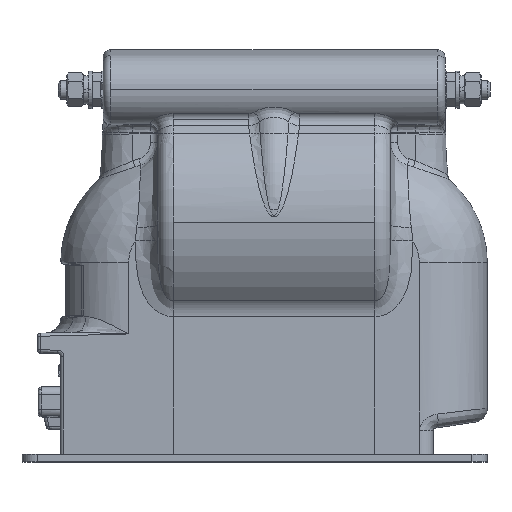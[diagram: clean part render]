
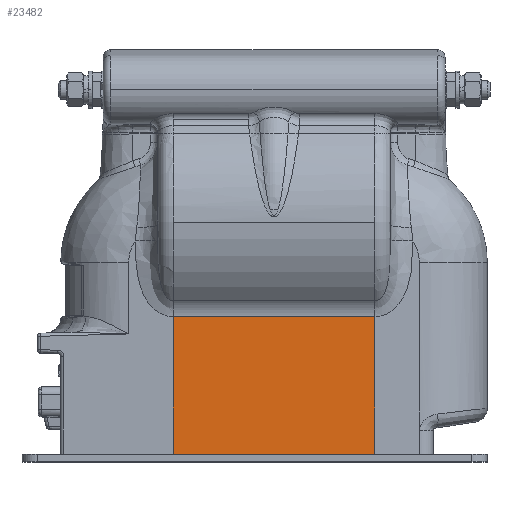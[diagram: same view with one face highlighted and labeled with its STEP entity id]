
A CAD part, top view. The second image highlights one B-rep face of the part: STEP entity #23482.
In plain terms, the highlighted planar face has unit normal (0, 0, 1).
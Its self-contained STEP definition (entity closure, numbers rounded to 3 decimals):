
#1456 = B_SPLINE_CURVE_WITH_KNOTS ( 'NONE', 3,
 ( #12290, #12292, #12272, #12296 ),
 .UNSPECIFIED., .F., .F.,
 ( 4, 4 ),
 ( 0., 0. ),
 .UNSPECIFIED. ) ;
#1757 = AXIS2_PLACEMENT_3D ( 'NONE', #10900, #10885, #10873 ) ;
#5759 = VERTEX_POINT ( 'NONE', #18069 ) ;
#5767 = VERTEX_POINT ( 'NONE', #18082 ) ;
#5854 = VERTEX_POINT ( 'NONE', #18167 ) ;
#5858 = VERTEX_POINT ( 'NONE', #18151 ) ;
#5859 = VERTEX_POINT ( 'NONE', #18133 ) ;
#7893 = ORIENTED_EDGE ( 'NONE', *, *, #20791, .F. ) ;
#7900 = ORIENTED_EDGE ( 'NONE', *, *, #21172, .T. ) ;
#7902 = ORIENTED_EDGE ( 'NONE', *, *, #20822, .T. ) ;
#7915 = ORIENTED_EDGE ( 'NONE', *, *, #21127, .T. ) ;
#7917 = ORIENTED_EDGE ( 'NONE', *, *, #20859, .F. ) ;
#9236 = EDGE_LOOP ( 'NONE', ( #7917, #7902, #7893, #7900, #7915 ) ) ;
#9629 = LINE ( 'NONE', #11861, #9639 ) ;
#9639 = VECTOR ( 'NONE', #11904, 1000. ) ;
#10657 = VECTOR ( 'NONE', #17294, 1000. ) ;
#10743 = LINE ( 'NONE', #17314, #10657 ) ;
#10808 = VECTOR ( 'NONE', #17400, 1000. ) ;
#10840 = PLANE ( 'NONE',  #1757 ) ;
#10871 = LINE ( 'NONE', #17354, #10808 ) ;
#10873 = DIRECTION ( 'NONE',  ( -1., 0., 0. ) ) ;
#10885 = DIRECTION ( 'NONE',  ( 0., 0., -1. ) ) ;
#10900 = CARTESIAN_POINT ( 'NONE',  ( -67.5, 123.725, 50. ) ) ;
#10901 = VECTOR ( 'NONE', #17462, 1000. ) ;
#10960 = LINE ( 'NONE', #17473, #10901 ) ;
#11861 = CARTESIAN_POINT ( 'NONE',  ( -65., 88.708, 50. ) ) ;
#11904 = DIRECTION ( 'NONE',  ( -1., 0., 0. ) ) ;
#12272 = CARTESIAN_POINT ( 'NONE',  ( 65., 88.707, 50. ) ) ;
#12290 = CARTESIAN_POINT ( 'NONE',  ( 65., 88.707, 50. ) ) ;
#12292 = CARTESIAN_POINT ( 'NONE',  ( 65., 88.707, 50. ) ) ;
#12296 = CARTESIAN_POINT ( 'NONE',  ( 65., 88.708, 50. ) ) ;
#17294 = DIRECTION ( 'NONE',  ( 0., -1., 0. ) ) ;
#17314 = CARTESIAN_POINT ( 'NONE',  ( 65., 0., 50. ) ) ;
#17354 = CARTESIAN_POINT ( 'NONE',  ( -137.5, 0., 50. ) ) ;
#17400 = DIRECTION ( 'NONE',  ( 1., 0., 0. ) ) ;
#17462 = DIRECTION ( 'NONE',  ( 0., 1., 0. ) ) ;
#17473 = CARTESIAN_POINT ( 'NONE',  ( -65., 0., 50. ) ) ;
#18069 = CARTESIAN_POINT ( 'NONE',  ( 65., 0., 50. ) ) ;
#18082 = CARTESIAN_POINT ( 'NONE',  ( -65., 0., 50. ) ) ;
#18133 = CARTESIAN_POINT ( 'NONE',  ( 65., 88.707, 50. ) ) ;
#18151 = CARTESIAN_POINT ( 'NONE',  ( -65., 88.707, 50. ) ) ;
#18167 = CARTESIAN_POINT ( 'NONE',  ( 65., 88.708, 50. ) ) ;
#20266 = FACE_OUTER_BOUND ( 'NONE', #9236, .T. ) ;
#20791 = EDGE_CURVE ( 'NONE', #5859, #5759, #10743, .T. ) ;
#20822 = EDGE_CURVE ( 'NONE', #5767, #5759, #10871, .T. ) ;
#20859 = EDGE_CURVE ( 'NONE', #5767, #5858, #10960, .T. ) ;
#21127 = EDGE_CURVE ( 'NONE', #5854, #5858, #9629, .T. ) ;
#21172 = EDGE_CURVE ( 'NONE', #5859, #5854, #1456, .T. ) ;
#23482 = ADVANCED_FACE ( 'NONE', ( #20266 ), #10840, .F. ) ;
